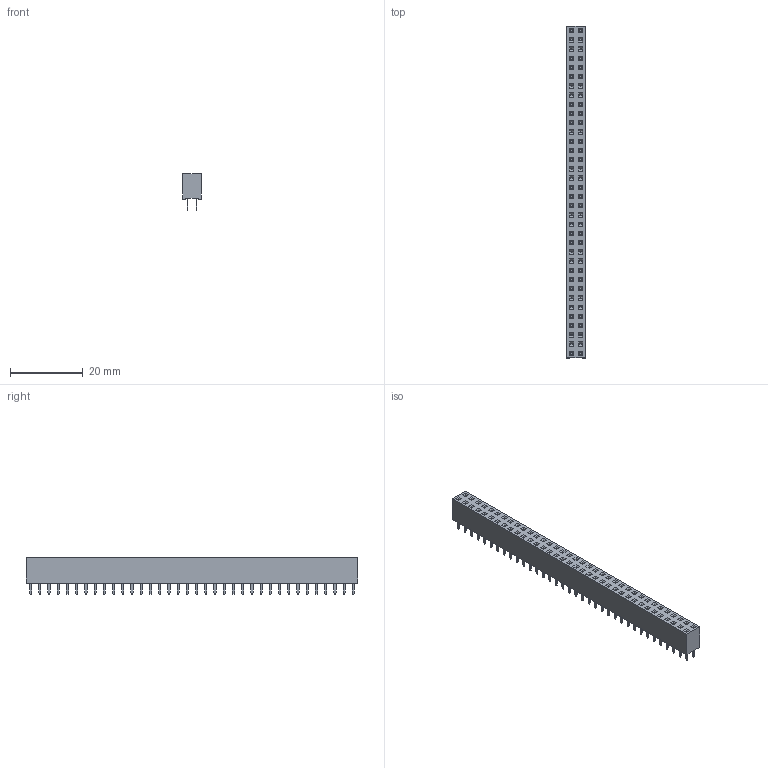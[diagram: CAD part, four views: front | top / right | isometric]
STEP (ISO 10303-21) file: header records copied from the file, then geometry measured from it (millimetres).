
FILE_DESCRIPTION(/* description */ ('model of PinSocket_2x36_P2.54mm_Vertical'),/* implementation_level */ '2;1');
FILE_NAME(/* name */ 'PinSocket_2x36_P2.54mm_Vertical.step',/* time_stamp */ '2017-11-27T01:07:20',/* author */ ('Terje Io','https://github.com/terjeio'),/* organization */ ('FreeCAD'),/* preprocessor_version */ 'OCC',/* originating_system */ 'kicad StepUp',/* authorisation */ '');
FILE_SCHEMA(('AUTOMOTIVE_DESIGN_CC2 { 1 2 10303 214 -1 1 5 4 }'));
Length unit declared in the file: millimetre
Products named in the file (1): PinSocket_2x36_P254mm_Vertical
Bounding box: 5.08 x 91.44 x 10.1 mm (x, y, z)
Volume: 3058 mm3; surface area: 3799.6 mm2
Topology: 1 solids, 1 shells, 2242 faces, 5784 edges, 3760 vertices
Faces by surface type: plane 2242
Entity records: 42036 total; most frequent: ORIENTED_EDGE 8388, EDGE_CURVE 5784, LINE 5494, CARTESIAN_POINT 5209, VERTEX_POINT 3760, FACE_BOUND 2458, EDGE_LOOP 2458, ADVANCED_FACE 2242
